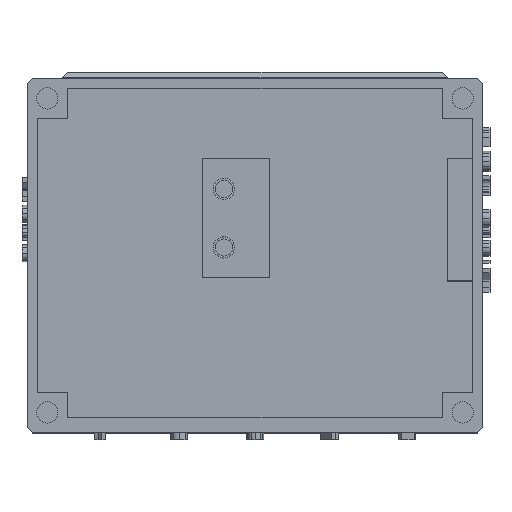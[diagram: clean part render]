
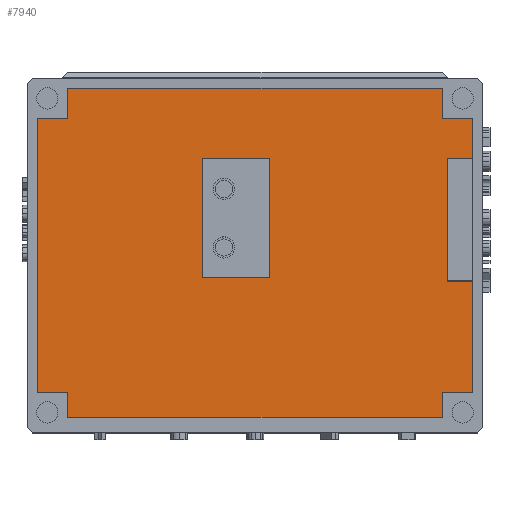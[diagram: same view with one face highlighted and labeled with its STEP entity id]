
A CAD part, top view. The second image highlights one B-rep face of the part: STEP entity #7940.
In plain terms, the highlighted planar face has unit normal (0, 0, 1).
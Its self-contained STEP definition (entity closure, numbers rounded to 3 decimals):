
#759=FACE_BOUND('',#1497,.T.);
#1013=FACE_OUTER_BOUND('',#1496,.T.);
#1496=EDGE_LOOP('',(#6402,#6403,#6404,#6405,#6406,#6407,#6408,#6409,#6410,
#6411,#6412,#6413,#6414,#6415,#6416,#6417));
#1497=EDGE_LOOP('',(#6418,#6419,#6420,#6421));
#1763=LINE('',#9685,#2460);
#2148=LINE('',#13452,#2845);
#2152=LINE('',#13460,#2849);
#2153=LINE('',#13462,#2850);
#2154=LINE('',#13464,#2851);
#2155=LINE('',#13465,#2852);
#2156=LINE('',#13467,#2853);
#2157=LINE('',#13469,#2854);
#2158=LINE('',#13471,#2855);
#2159=LINE('',#13473,#2856);
#2160=LINE('',#13475,#2857);
#2161=LINE('',#13477,#2858);
#2162=LINE('',#13479,#2859);
#2163=LINE('',#13481,#2860);
#2164=LINE('',#13483,#2861);
#2165=LINE('',#13484,#2862);
#2166=LINE('',#13487,#2863);
#2167=LINE('',#13489,#2864);
#2168=LINE('',#13491,#2865);
#2169=LINE('',#13492,#2866);
#2460=VECTOR('',#8466,10.);
#2845=VECTOR('',#9049,10.);
#2849=VECTOR('',#9055,10.);
#2850=VECTOR('',#9056,10.);
#2851=VECTOR('',#9057,10.);
#2852=VECTOR('',#9058,10.);
#2853=VECTOR('',#9059,10.);
#2854=VECTOR('',#9060,10.);
#2855=VECTOR('',#9061,10.);
#2856=VECTOR('',#9062,10.);
#2857=VECTOR('',#9063,10.);
#2858=VECTOR('',#9064,10.);
#2859=VECTOR('',#9065,10.);
#2860=VECTOR('',#9066,10.);
#2861=VECTOR('',#9067,10.);
#2862=VECTOR('',#9068,10.);
#2863=VECTOR('',#9069,10.);
#2864=VECTOR('',#9070,10.);
#2865=VECTOR('',#9071,10.);
#2866=VECTOR('',#9072,10.);
#3155=VERTEX_POINT('',#9679);
#3157=VERTEX_POINT('',#9683);
#3703=VERTEX_POINT('',#13450);
#3704=VERTEX_POINT('',#13451);
#3707=VERTEX_POINT('',#13459);
#3708=VERTEX_POINT('',#13461);
#3709=VERTEX_POINT('',#13463);
#3710=VERTEX_POINT('',#13466);
#3711=VERTEX_POINT('',#13468);
#3712=VERTEX_POINT('',#13470);
#3713=VERTEX_POINT('',#13472);
#3714=VERTEX_POINT('',#13474);
#3715=VERTEX_POINT('',#13476);
#3716=VERTEX_POINT('',#13478);
#3717=VERTEX_POINT('',#13480);
#3718=VERTEX_POINT('',#13482);
#3719=VERTEX_POINT('',#13485);
#3720=VERTEX_POINT('',#13486);
#3721=VERTEX_POINT('',#13488);
#3722=VERTEX_POINT('',#13490);
#3957=EDGE_CURVE('',#3155,#3157,#1763,.T.);
#4685=EDGE_CURVE('',#3703,#3704,#2148,.T.);
#4689=EDGE_CURVE('',#3157,#3707,#2152,.T.);
#4690=EDGE_CURVE('',#3707,#3708,#2153,.T.);
#4691=EDGE_CURVE('',#3709,#3708,#2154,.T.);
#4692=EDGE_CURVE('',#3709,#3703,#2155,.T.);
#4693=EDGE_CURVE('',#3704,#3710,#2156,.T.);
#4694=EDGE_CURVE('',#3711,#3710,#2157,.T.);
#4695=EDGE_CURVE('',#3711,#3712,#2158,.T.);
#4696=EDGE_CURVE('',#3712,#3713,#2159,.T.);
#4697=EDGE_CURVE('',#3713,#3714,#2160,.T.);
#4698=EDGE_CURVE('',#3714,#3715,#2161,.T.);
#4699=EDGE_CURVE('',#3715,#3716,#2162,.T.);
#4700=EDGE_CURVE('',#3717,#3716,#2163,.T.);
#4701=EDGE_CURVE('',#3717,#3718,#2164,.T.);
#4702=EDGE_CURVE('',#3718,#3155,#2165,.T.);
#4703=EDGE_CURVE('',#3719,#3720,#2166,.T.);
#4704=EDGE_CURVE('',#3720,#3721,#2167,.T.);
#4705=EDGE_CURVE('',#3721,#3722,#2168,.T.);
#4706=EDGE_CURVE('',#3722,#3719,#2169,.T.);
#6402=ORIENTED_EDGE('',*,*,#3957,.T.);
#6403=ORIENTED_EDGE('',*,*,#4689,.T.);
#6404=ORIENTED_EDGE('',*,*,#4690,.T.);
#6405=ORIENTED_EDGE('',*,*,#4691,.F.);
#6406=ORIENTED_EDGE('',*,*,#4692,.T.);
#6407=ORIENTED_EDGE('',*,*,#4685,.T.);
#6408=ORIENTED_EDGE('',*,*,#4693,.T.);
#6409=ORIENTED_EDGE('',*,*,#4694,.F.);
#6410=ORIENTED_EDGE('',*,*,#4695,.T.);
#6411=ORIENTED_EDGE('',*,*,#4696,.T.);
#6412=ORIENTED_EDGE('',*,*,#4697,.T.);
#6413=ORIENTED_EDGE('',*,*,#4698,.T.);
#6414=ORIENTED_EDGE('',*,*,#4699,.T.);
#6415=ORIENTED_EDGE('',*,*,#4700,.F.);
#6416=ORIENTED_EDGE('',*,*,#4701,.T.);
#6417=ORIENTED_EDGE('',*,*,#4702,.T.);
#6418=ORIENTED_EDGE('',*,*,#4703,.T.);
#6419=ORIENTED_EDGE('',*,*,#4704,.T.);
#6420=ORIENTED_EDGE('',*,*,#4705,.T.);
#6421=ORIENTED_EDGE('',*,*,#4706,.T.);
#7630=PLANE('',#8300);
#7940=ADVANCED_FACE('',(#1013,#759),#7630,.T.);
#8300=AXIS2_PLACEMENT_3D('',#13458,#9053,#9054);
#8466=DIRECTION('',(1.,0.,0.));
#9049=DIRECTION('',(0.,1.,0.));
#9053=DIRECTION('center_axis',(0.,0.,1.));
#9054=DIRECTION('ref_axis',(1.,0.,0.));
#9055=DIRECTION('',(0.,1.,0.));
#9056=DIRECTION('',(1.,0.,0.));
#9057=DIRECTION('',(0.,-1.,0.));
#9058=DIRECTION('',(-1.,0.,0.));
#9059=DIRECTION('',(1.,0.,0.));
#9060=DIRECTION('',(0.,-1.,0.));
#9061=DIRECTION('',(-1.,0.,0.));
#9062=DIRECTION('',(0.,1.,0.));
#9063=DIRECTION('',(-1.,0.,0.));
#9064=DIRECTION('',(0.,-1.,0.));
#9065=DIRECTION('',(-1.,0.,0.));
#9066=DIRECTION('',(0.,1.,0.));
#9067=DIRECTION('',(1.,0.,0.));
#9068=DIRECTION('',(0.,-1.,0.));
#9069=DIRECTION('',(-1.,0.,0.));
#9070=DIRECTION('',(0.,1.,0.));
#9071=DIRECTION('',(1.,0.,0.));
#9072=DIRECTION('',(0.,-1.,0.));
#9679=CARTESIAN_POINT('',(-40.,-33.,2.));
#9683=CARTESIAN_POINT('',(34.,-33.,2.));
#9685=CARTESIAN_POINT('',(18.5,-33.,2.));
#13450=CARTESIAN_POINT('',(35.,-6.,2.));
#13451=CARTESIAN_POINT('',(35.,18.156,2.));
#13452=CARTESIAN_POINT('',(35.,6.078,2.));
#13458=CARTESIAN_POINT('Origin',(-3.,-6.,2.));
#13459=CARTESIAN_POINT('',(34.,-28.,2.));
#13460=CARTESIAN_POINT('',(34.,-17.,2.));
#13461=CARTESIAN_POINT('',(40.,-28.,2.));
#13462=CARTESIAN_POINT('',(18.5,-28.,2.));
#13463=CARTESIAN_POINT('',(40.,-6.,2.));
#13464=CARTESIAN_POINT('',(40.,8.,2.));
#13465=CARTESIAN_POINT('',(17.5,-6.,2.));
#13466=CARTESIAN_POINT('',(40.,18.156,2.));
#13467=CARTESIAN_POINT('',(17.5,18.156,2.));
#13468=CARTESIAN_POINT('',(40.,26.,2.));
#13469=CARTESIAN_POINT('',(40.,8.,2.));
#13470=CARTESIAN_POINT('',(34.,26.,2.));
#13471=CARTESIAN_POINT('',(15.5,26.,2.));
#13472=CARTESIAN_POINT('',(34.,32.,2.));
#13473=CARTESIAN_POINT('',(34.,8.,2.));
#13474=CARTESIAN_POINT('',(-40.,32.,2.));
#13475=CARTESIAN_POINT('',(-24.5,32.,2.));
#13476=CARTESIAN_POINT('',(-40.,26.,2.));
#13477=CARTESIAN_POINT('',(-40.,5.,2.));
#13478=CARTESIAN_POINT('',(-46.,26.,2.));
#13479=CARTESIAN_POINT('',(-24.5,26.,2.));
#13480=CARTESIAN_POINT('',(-46.,-28.,2.));
#13481=CARTESIAN_POINT('',(-46.,16.,2.));
#13482=CARTESIAN_POINT('',(-40.,-28.,2.));
#13483=CARTESIAN_POINT('',(-21.5,-28.,2.));
#13484=CARTESIAN_POINT('',(-40.,-20.,2.));
#13485=CARTESIAN_POINT('',(-0.043,-5.339,2.));
#13486=CARTESIAN_POINT('',(-13.443,-5.339,2.));
#13487=CARTESIAN_POINT('',(-6.722,-5.339,2.));
#13488=CARTESIAN_POINT('',(-13.443,18.156,2.));
#13489=CARTESIAN_POINT('',(-13.443,6.078,2.));
#13490=CARTESIAN_POINT('',(-0.043,18.156,2.));
#13491=CARTESIAN_POINT('',(-6.522,18.156,2.));
#13492=CARTESIAN_POINT('',(-0.043,-5.67,2.));
